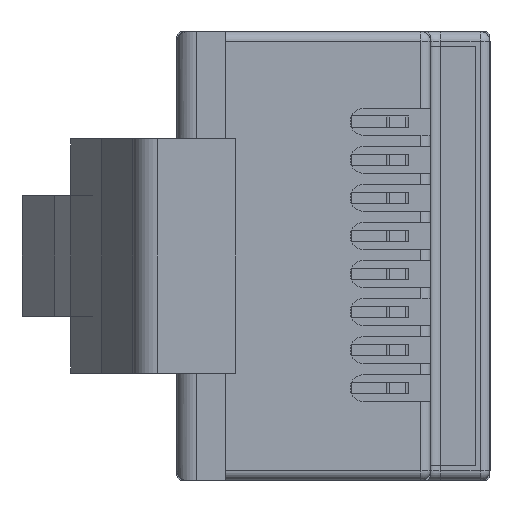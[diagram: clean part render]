
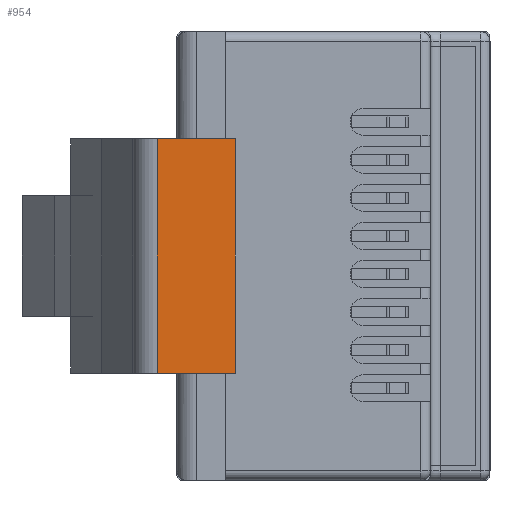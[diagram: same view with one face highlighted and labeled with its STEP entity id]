
A CAD part, left-side view. The second image highlights one B-rep face of the part: STEP entity #954.
In plain terms, the highlighted face is planar.
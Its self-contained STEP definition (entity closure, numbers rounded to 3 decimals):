
#813 = ORIENTED_EDGE ( 'NONE', *, *, #6823, .T. ) ;
#954 = ADVANCED_FACE ( 'NONE', ( #2266 ), #7905, .F. ) ;
#981 = ORIENTED_EDGE ( 'NONE', *, *, #7412, .T. ) ;
#1714 = VECTOR ( 'NONE', #3713, 1000. ) ;
#1750 = LINE ( 'NONE', #8227, #11450 ) ;
#1915 = LINE ( 'NONE', #9199, #10735 ) ;
#1943 = VECTOR ( 'NONE', #5527, 1000. ) ;
#2266 = FACE_OUTER_BOUND ( 'NONE', #4618, .T. ) ;
#2326 = CARTESIAN_POINT ( 'NONE',  ( 3.048, 4.445, 22.784 ) ) ;
#3422 = CARTESIAN_POINT ( 'NONE',  ( -3.048, 3.81, 22.784 ) ) ;
#3713 = DIRECTION ( 'NONE',  ( 0., -1., 0. ) ) ;
#4225 = DIRECTION ( 'NONE',  ( 0., 0., -1. ) ) ;
#4307 = DIRECTION ( 'NONE',  ( -1., 0., 0. ) ) ;
#4618 = EDGE_LOOP ( 'NONE', ( #10016, #813, #981, #9300 ) ) ;
#4655 = CARTESIAN_POINT ( 'NONE',  ( -3.048, 3.81, 22.784 ) ) ;
#4673 = EDGE_CURVE ( 'NONE', #8024, #4857, #8610, .T. ) ;
#4857 = VERTEX_POINT ( 'NONE', #6707 ) ;
#5413 = AXIS2_PLACEMENT_3D ( 'NONE', #2326, #4225, #9779 ) ;
#5527 = DIRECTION ( 'NONE',  ( -1., 0., 0. ) ) ;
#6314 = CARTESIAN_POINT ( 'NONE',  ( 3.048, 3.81, 22.784 ) ) ;
#6707 = CARTESIAN_POINT ( 'NONE',  ( 3.048, 1.778, 22.784 ) ) ;
#6823 = EDGE_CURVE ( 'NONE', #8024, #10050, #7190, .T. ) ;
#7190 = LINE ( 'NONE', #4655, #1943 ) ;
#7313 = CARTESIAN_POINT ( 'NONE',  ( -3.048, 1.778, 22.784 ) ) ;
#7412 = EDGE_CURVE ( 'NONE', #10050, #8071, #1915, .T. ) ;
#7624 = CARTESIAN_POINT ( 'NONE',  ( 3.048, 4.445, 22.784 ) ) ;
#7905 = PLANE ( 'NONE',  #5413 ) ;
#7998 = EDGE_CURVE ( 'NONE', #4857, #8071, #1750, .T. ) ;
#8024 = VERTEX_POINT ( 'NONE', #6314 ) ;
#8071 = VERTEX_POINT ( 'NONE', #7313 ) ;
#8227 = CARTESIAN_POINT ( 'NONE',  ( 3.048, 1.778, 22.784 ) ) ;
#8240 = DIRECTION ( 'NONE',  ( 0., -1., 0. ) ) ;
#8610 = LINE ( 'NONE', #7624, #1714 ) ;
#9199 = CARTESIAN_POINT ( 'NONE',  ( -3.048, 4.445, 22.784 ) ) ;
#9300 = ORIENTED_EDGE ( 'NONE', *, *, #7998, .F. ) ;
#9779 = DIRECTION ( 'NONE',  ( -1., 0., 0. ) ) ;
#10016 = ORIENTED_EDGE ( 'NONE', *, *, #4673, .F. ) ;
#10050 = VERTEX_POINT ( 'NONE', #3422 ) ;
#10735 = VECTOR ( 'NONE', #8240, 1000. ) ;
#11450 = VECTOR ( 'NONE', #4307, 1000. ) ;
